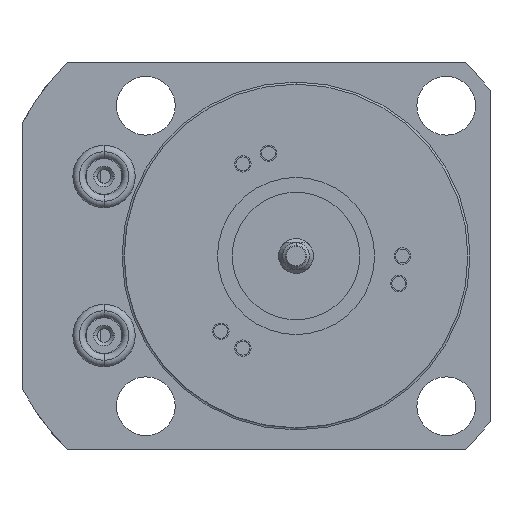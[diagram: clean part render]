
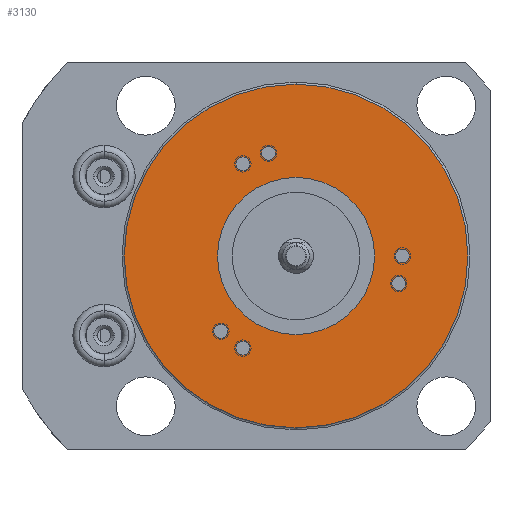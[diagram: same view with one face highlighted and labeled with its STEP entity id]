
A CAD part, front view. The second image highlights one B-rep face of the part: STEP entity #3130.
In plain terms, the highlighted planar face has unit normal (0, -1, 0).
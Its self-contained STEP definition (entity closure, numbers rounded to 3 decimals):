
#900=CARTESIAN_POINT('',(0.,0.,0.));
#901=DIRECTION('',(0.,-1.,0.));
#902=DIRECTION('',(0.,0.,1.));
#903=AXIS2_PLACEMENT_3D('',#900,#901,#902);
#905=CARTESIAN_POINT('',(0.,0.,0.));
#906=DIRECTION('',(0.,-1.,0.));
#907=DIRECTION('',(0.,0.,-1.));
#908=AXIS2_PLACEMENT_3D('',#905,#906,#907);
#920=CARTESIAN_POINT('',(19.431,0.,0.));
#921=DIRECTION('',(0.,-1.,0.));
#922=DIRECTION('',(0.,0.,1.));
#923=AXIS2_PLACEMENT_3D('',#920,#921,#922);
#925=CARTESIAN_POINT('',(19.431,0.,0.));
#926=DIRECTION('',(0.,-1.,0.));
#927=DIRECTION('',(0.,0.,-1.));
#928=AXIS2_PLACEMENT_3D('',#925,#926,#927);
#930=CARTESIAN_POINT('',(18.769,0.,-5.029));
#931=DIRECTION('',(0.,-1.,0.));
#932=DIRECTION('',(0.,0.,1.));
#933=AXIS2_PLACEMENT_3D('',#930,#931,#932);
#935=CARTESIAN_POINT('',(18.769,0.,-5.029));
#936=DIRECTION('',(0.,-1.,0.));
#937=DIRECTION('',(0.,0.,-1.));
#938=AXIS2_PLACEMENT_3D('',#935,#936,#937);
#940=CARTESIAN_POINT('',(-9.716,0.,16.828));
#941=DIRECTION('',(0.,-1.,0.));
#942=DIRECTION('',(0.,0.,1.));
#943=AXIS2_PLACEMENT_3D('',#940,#941,#942);
#945=CARTESIAN_POINT('',(-9.716,0.,16.828));
#946=DIRECTION('',(0.,-1.,0.));
#947=DIRECTION('',(0.,0.,-1.));
#948=AXIS2_PLACEMENT_3D('',#945,#946,#947);
#950=CARTESIAN_POINT('',(-5.029,0.,18.769));
#951=DIRECTION('',(0.,-1.,0.));
#952=DIRECTION('',(0.,0.,1.));
#953=AXIS2_PLACEMENT_3D('',#950,#951,#952);
#955=CARTESIAN_POINT('',(-5.029,0.,18.769));
#956=DIRECTION('',(0.,-1.,0.));
#957=DIRECTION('',(0.,0.,-1.));
#958=AXIS2_PLACEMENT_3D('',#955,#956,#957);
#960=CARTESIAN_POINT('',(-9.716,0.,-16.828));
#961=DIRECTION('',(0.,-1.,0.));
#962=DIRECTION('',(0.,0.,1.));
#963=AXIS2_PLACEMENT_3D('',#960,#961,#962);
#965=CARTESIAN_POINT('',(-9.716,0.,-16.828));
#966=DIRECTION('',(0.,-1.,0.));
#967=DIRECTION('',(0.,0.,-1.));
#968=AXIS2_PLACEMENT_3D('',#965,#966,#967);
#970=CARTESIAN_POINT('',(-13.74,0.,-13.74));
#971=DIRECTION('',(0.,-1.,0.));
#972=DIRECTION('',(0.,0.,1.));
#973=AXIS2_PLACEMENT_3D('',#970,#971,#972);
#975=CARTESIAN_POINT('',(-13.74,0.,-13.74));
#976=DIRECTION('',(0.,-1.,0.));
#977=DIRECTION('',(0.,0.,-1.));
#978=AXIS2_PLACEMENT_3D('',#975,#976,#977);
#990=CARTESIAN_POINT('',(0.,0.,0.));
#991=DIRECTION('',(0.,1.,0.));
#992=DIRECTION('',(0.,0.,1.));
#993=AXIS2_PLACEMENT_3D('',#990,#991,#992);
#995=CARTESIAN_POINT('',(0.,0.,0.));
#996=DIRECTION('',(0.,1.,0.));
#997=DIRECTION('',(0.,0.,-1.));
#998=AXIS2_PLACEMENT_3D('',#995,#996,#997);
#1760=CARTESIAN_POINT('',(0.,0.,31.395));
#1761=CARTESIAN_POINT('',(0.,0.,-31.395));
#1762=VERTEX_POINT('',#1760);
#1763=VERTEX_POINT('',#1761);
#2125=CARTESIAN_POINT('',(19.431,0.,1.27));
#2126=CARTESIAN_POINT('',(19.431,0.,-1.27));
#2127=VERTEX_POINT('',#2125);
#2128=VERTEX_POINT('',#2126);
#2129=CARTESIAN_POINT('',(18.769,0.,-3.759));
#2130=CARTESIAN_POINT('',(18.769,0.,-6.299));
#2131=VERTEX_POINT('',#2129);
#2132=VERTEX_POINT('',#2130);
#2133=CARTESIAN_POINT('',(-9.716,0.,18.098));
#2134=CARTESIAN_POINT('',(-9.716,0.,15.558));
#2135=VERTEX_POINT('',#2133);
#2136=VERTEX_POINT('',#2134);
#2137=CARTESIAN_POINT('',(-5.029,0.,20.039));
#2138=CARTESIAN_POINT('',(-5.029,0.,17.499));
#2139=VERTEX_POINT('',#2137);
#2140=VERTEX_POINT('',#2138);
#2141=CARTESIAN_POINT('',(-9.716,0.,-15.558));
#2142=CARTESIAN_POINT('',(-9.716,0.,-18.098));
#2143=VERTEX_POINT('',#2141);
#2144=VERTEX_POINT('',#2142);
#2145=CARTESIAN_POINT('',(-13.74,0.,-12.47));
#2146=CARTESIAN_POINT('',(-13.74,0.,-15.01));
#2147=VERTEX_POINT('',#2145);
#2148=VERTEX_POINT('',#2146);
#2161=CARTESIAN_POINT('',(0.,0.,14.351));
#2162=CARTESIAN_POINT('',(0.,0.,-14.351));
#2163=VERTEX_POINT('',#2161);
#2164=VERTEX_POINT('',#2162);
#3079=CARTESIAN_POINT('',(0.,0.,0.));
#3080=DIRECTION('',(0.,1.,0.));
#3081=DIRECTION('',(0.,0.,1.));
#3082=AXIS2_PLACEMENT_3D('',#3079,#3080,#3081);
#3083=PLANE('',#3082);
#3084=ORIENTED_EDGE('',*,*,#3059,.F.);
#3085=ORIENTED_EDGE('',*,*,#3073,.F.);
#3086=EDGE_LOOP('',(#3084,#3085));
#3087=FACE_OUTER_BOUND('',#3086,.F.);
#3089=ORIENTED_EDGE('',*,*,#3088,.T.);
#3091=ORIENTED_EDGE('',*,*,#3090,.T.);
#3092=EDGE_LOOP('',(#3089,#3091));
#3093=FACE_BOUND('',#3092,.F.);
#3095=ORIENTED_EDGE('',*,*,#3094,.T.);
#3097=ORIENTED_EDGE('',*,*,#3096,.T.);
#3098=EDGE_LOOP('',(#3095,#3097));
#3099=FACE_BOUND('',#3098,.F.);
#3101=ORIENTED_EDGE('',*,*,#3100,.T.);
#3103=ORIENTED_EDGE('',*,*,#3102,.T.);
#3104=EDGE_LOOP('',(#3101,#3103));
#3105=FACE_BOUND('',#3104,.F.);
#3107=ORIENTED_EDGE('',*,*,#3106,.T.);
#3109=ORIENTED_EDGE('',*,*,#3108,.T.);
#3110=EDGE_LOOP('',(#3107,#3109));
#3111=FACE_BOUND('',#3110,.F.);
#3113=ORIENTED_EDGE('',*,*,#3112,.T.);
#3115=ORIENTED_EDGE('',*,*,#3114,.T.);
#3116=EDGE_LOOP('',(#3113,#3115));
#3117=FACE_BOUND('',#3116,.F.);
#3119=ORIENTED_EDGE('',*,*,#3118,.T.);
#3121=ORIENTED_EDGE('',*,*,#3120,.T.);
#3122=EDGE_LOOP('',(#3119,#3121));
#3123=FACE_BOUND('',#3122,.F.);
#3125=ORIENTED_EDGE('',*,*,#3124,.F.);
#3127=ORIENTED_EDGE('',*,*,#3126,.F.);
#3128=EDGE_LOOP('',(#3125,#3127));
#3129=FACE_BOUND('',#3128,.F.);
#904=CIRCLE('',#903,31.395);
#909=CIRCLE('',#908,31.395);
#924=CIRCLE('',#923,1.27);
#929=CIRCLE('',#928,1.27);
#934=CIRCLE('',#933,1.27);
#939=CIRCLE('',#938,1.27);
#944=CIRCLE('',#943,1.27);
#949=CIRCLE('',#948,1.27);
#954=CIRCLE('',#953,1.27);
#959=CIRCLE('',#958,1.27);
#964=CIRCLE('',#963,1.27);
#969=CIRCLE('',#968,1.27);
#974=CIRCLE('',#973,1.27);
#979=CIRCLE('',#978,1.27);
#994=CIRCLE('',#993,14.351);
#999=CIRCLE('',#998,14.351);
#3059=EDGE_CURVE('',#1762,#1763,#904,.T.);
#3073=EDGE_CURVE('',#1763,#1762,#909,.T.);
#3088=EDGE_CURVE('',#2127,#2128,#924,.T.);
#3090=EDGE_CURVE('',#2128,#2127,#929,.T.);
#3094=EDGE_CURVE('',#2131,#2132,#934,.T.);
#3096=EDGE_CURVE('',#2132,#2131,#939,.T.);
#3100=EDGE_CURVE('',#2135,#2136,#944,.T.);
#3102=EDGE_CURVE('',#2136,#2135,#949,.T.);
#3106=EDGE_CURVE('',#2139,#2140,#954,.T.);
#3108=EDGE_CURVE('',#2140,#2139,#959,.T.);
#3112=EDGE_CURVE('',#2143,#2144,#964,.T.);
#3114=EDGE_CURVE('',#2144,#2143,#969,.T.);
#3118=EDGE_CURVE('',#2147,#2148,#974,.T.);
#3120=EDGE_CURVE('',#2148,#2147,#979,.T.);
#3124=EDGE_CURVE('',#2163,#2164,#994,.T.);
#3126=EDGE_CURVE('',#2164,#2163,#999,.T.);
#3130=ADVANCED_FACE('',(#3087,#3093,#3099,#3105,#3111,#3117,#3123,#3129),#3083,
.F.);
